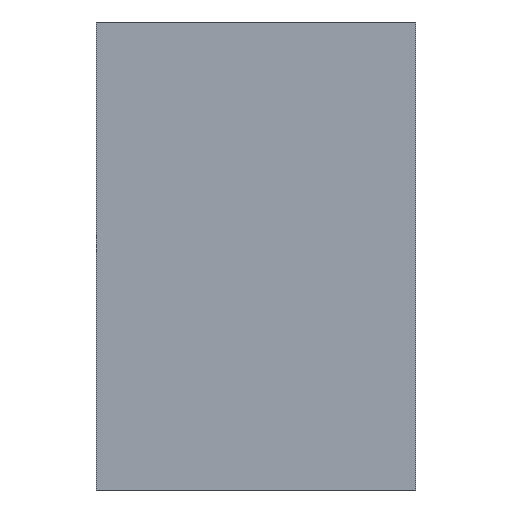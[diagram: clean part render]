
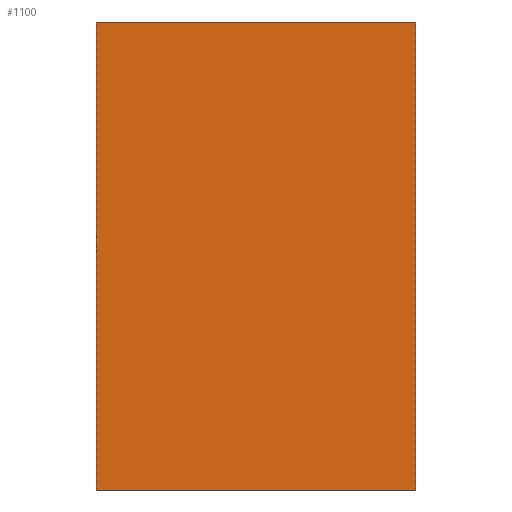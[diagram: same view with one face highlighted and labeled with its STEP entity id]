
A CAD part, left-side view. The second image highlights one B-rep face of the part: STEP entity #1100.
In plain terms, the highlighted planar face has unit normal (-1, 0, 0).
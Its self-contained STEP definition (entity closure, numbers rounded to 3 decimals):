
#24 = ORIENTED_EDGE ( 'NONE', *, *, #1647, .T. ) ;
#147 = LINE ( 'NONE', #1428, #615 ) ;
#263 = EDGE_LOOP ( 'NONE', ( #24, #1693, #1447, #1148 ) ) ;
#293 = CARTESIAN_POINT ( 'NONE',  ( -12., -11., 80. ) ) ;
#319 = VERTEX_POINT ( 'NONE', #293 ) ;
#328 = CARTESIAN_POINT ( 'NONE',  ( -12., 9.5, 80. ) ) ;
#369 = LINE ( 'NONE', #1642, #426 ) ;
#426 = VECTOR ( 'NONE', #1654, 1000. ) ;
#505 = CARTESIAN_POINT ( 'NONE',  ( -12., 9.5, 80. ) ) ;
#572 = CARTESIAN_POINT ( 'NONE',  ( -12., -0.75, 80. ) ) ;
#581 = DIRECTION ( 'NONE',  ( 0., 0., -1. ) ) ;
#615 = VECTOR ( 'NONE', #1915, 1000. ) ;
#622 = VERTEX_POINT ( 'NONE', #1984 ) ;
#684 = CARTESIAN_POINT ( 'NONE',  ( -12., -11., 50. ) ) ;
#817 = LINE ( 'NONE', #1587, #1389 ) ;
#1100 = ADVANCED_FACE ( 'NONE', ( #2023 ), #2015, .F. ) ;
#1148 = ORIENTED_EDGE ( 'NONE', *, *, #1472, .T. ) ;
#1280 = LINE ( 'NONE', #328, #1644 ) ;
#1330 = VERTEX_POINT ( 'NONE', #684 ) ;
#1389 = VECTOR ( 'NONE', #1449, 1000. ) ;
#1428 = CARTESIAN_POINT ( 'NONE',  ( -12., -0.75, 80. ) ) ;
#1447 = ORIENTED_EDGE ( 'NONE', *, *, #1886, .F. ) ;
#1449 = DIRECTION ( 'NONE',  ( 0., 0., -1. ) ) ;
#1472 = EDGE_CURVE ( 'NONE', #1650, #622, #1280, .T. ) ;
#1587 = CARTESIAN_POINT ( 'NONE',  ( -12., -11., 80. ) ) ;
#1602 = AXIS2_PLACEMENT_3D ( 'NONE', #572, #2046, #581 ) ;
#1642 = CARTESIAN_POINT ( 'NONE',  ( -12., -0.75, 50. ) ) ;
#1644 = VECTOR ( 'NONE', #1941, 1000. ) ;
#1647 = EDGE_CURVE ( 'NONE', #622, #1330, #369, .T. ) ;
#1650 = VERTEX_POINT ( 'NONE', #505 ) ;
#1654 = DIRECTION ( 'NONE',  ( 0., -1., 0. ) ) ;
#1693 = ORIENTED_EDGE ( 'NONE', *, *, #1861, .F. ) ;
#1861 = EDGE_CURVE ( 'NONE', #319, #1330, #817, .T. ) ;
#1886 = EDGE_CURVE ( 'NONE', #1650, #319, #147, .T. ) ;
#1915 = DIRECTION ( 'NONE',  ( 0., -1., 0. ) ) ;
#1941 = DIRECTION ( 'NONE',  ( 0., 0., -1. ) ) ;
#1984 = CARTESIAN_POINT ( 'NONE',  ( -12., 9.5, 50. ) ) ;
#2015 = PLANE ( 'NONE',  #1602 ) ;
#2023 = FACE_OUTER_BOUND ( 'NONE', #263, .T. ) ;
#2046 = DIRECTION ( 'NONE',  ( 1., 0., 0. ) ) ;
